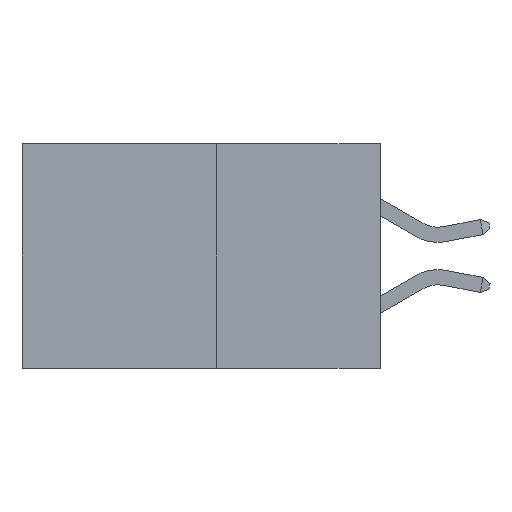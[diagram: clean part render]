
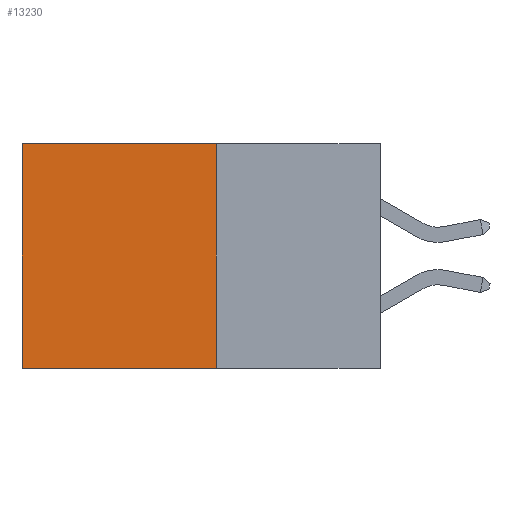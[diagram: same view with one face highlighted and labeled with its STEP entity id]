
A CAD part, left-side view. The second image highlights one B-rep face of the part: STEP entity #13230.
In plain terms, the highlighted planar face has unit normal (-1, 0, 0).
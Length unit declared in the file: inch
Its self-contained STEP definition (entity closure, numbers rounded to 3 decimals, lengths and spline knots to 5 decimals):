
#131 = VECTOR ( 'NONE', #10211, 39.37008 ) ;
#472 = VECTOR ( 'NONE', #9553, 39.37008 ) ;
#865 = LINE ( 'NONE', #4908, #472 ) ;
#1151 = EDGE_LOOP ( 'NONE', ( #8222, #6888, #3933, #13162 ) ) ;
#2331 = LINE ( 'NONE', #10235, #11348 ) ;
#3933 = ORIENTED_EDGE ( 'NONE', *, *, #13465, .F. ) ;
#4166 = EDGE_CURVE ( 'NONE', #5825, #4804, #6572, .T. ) ;
#4465 = CARTESIAN_POINT ( 'NONE',  ( 0.277, 0.27, -0.37 ) ) ;
#4673 = VECTOR ( 'NONE', #5269, 39.37008 ) ;
#4773 = CARTESIAN_POINT ( 'NONE',  ( 0.277, 0.59, -0.37 ) ) ;
#4804 = VERTEX_POINT ( 'NONE', #4773 ) ;
#4908 = CARTESIAN_POINT ( 'NONE',  ( 0.277, 0.27, -0.37 ) ) ;
#5269 = DIRECTION ( 'NONE',  ( 0., 1., 0. ) ) ;
#5613 = DIRECTION ( 'NONE',  ( 0., 0., -1. ) ) ;
#5825 = VERTEX_POINT ( 'NONE', #15010 ) ;
#6572 = LINE ( 'NONE', #10405, #131 ) ;
#6693 = FACE_OUTER_BOUND ( 'NONE', #1151, .T. ) ;
#6888 = ORIENTED_EDGE ( 'NONE', *, *, #4166, .F. ) ;
#7167 = AXIS2_PLACEMENT_3D ( 'NONE', #4465, #12651, #5613 ) ;
#7599 = CARTESIAN_POINT ( 'NONE',  ( 0.277, 0.59, 0. ) ) ;
#8195 = VERTEX_POINT ( 'NONE', #7599 ) ;
#8222 = ORIENTED_EDGE ( 'NONE', *, *, #8285, .T. ) ;
#8285 = EDGE_CURVE ( 'NONE', #8195, #4804, #2331, .T. ) ;
#9553 = DIRECTION ( 'NONE',  ( 0., 0., -1. ) ) ;
#10211 = DIRECTION ( 'NONE',  ( 0., 1., 0. ) ) ;
#10235 = CARTESIAN_POINT ( 'NONE',  ( 0.277, 0.59, -0.37 ) ) ;
#10405 = CARTESIAN_POINT ( 'NONE',  ( 0.277, 0.27, -0.37 ) ) ;
#10544 = EDGE_CURVE ( 'NONE', #14037, #8195, #14036, .T. ) ;
#10546 = DIRECTION ( 'NONE',  ( 0., 0., -1. ) ) ;
#11348 = VECTOR ( 'NONE', #10546, 39.37008 ) ;
#11430 = PLANE ( 'NONE',  #7167 ) ;
#12651 = DIRECTION ( 'NONE',  ( 1., 0., 0. ) ) ;
#13162 = ORIENTED_EDGE ( 'NONE', *, *, #10544, .T. ) ;
#13230 = ADVANCED_FACE ( 'NONE', ( #6693 ), #11430, .F. ) ;
#13465 = EDGE_CURVE ( 'NONE', #14037, #5825, #865, .T. ) ;
#14036 = LINE ( 'NONE', #14588, #4673 ) ;
#14037 = VERTEX_POINT ( 'NONE', #14087 ) ;
#14087 = CARTESIAN_POINT ( 'NONE',  ( 0.277, 0.27, 0. ) ) ;
#14588 = CARTESIAN_POINT ( 'NONE',  ( 0.277, 0.27, 0. ) ) ;
#15010 = CARTESIAN_POINT ( 'NONE',  ( 0.277, 0.27, -0.37 ) ) ;
